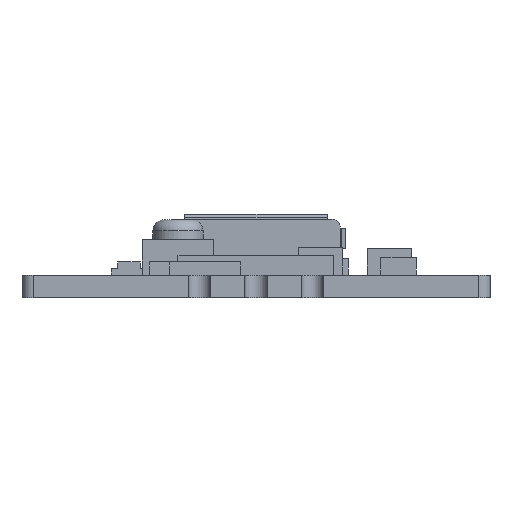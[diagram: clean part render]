
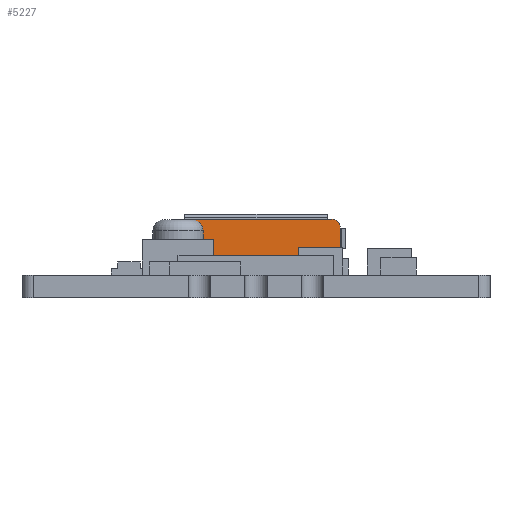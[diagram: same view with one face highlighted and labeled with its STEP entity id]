
A CAD part, front view. The second image highlights one B-rep face of the part: STEP entity #5227.
In plain terms, the highlighted face is planar.
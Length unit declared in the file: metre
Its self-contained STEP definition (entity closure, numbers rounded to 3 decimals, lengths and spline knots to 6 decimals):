
#170=CIRCLE('',#5748,0.0004);
#171=CIRCLE('',#5749,0.0004);
#172=CIRCLE('',#5750,0.0004);
#173=CIRCLE('',#5751,0.0004);
#174=CIRCLE('',#5752,0.0004);
#175=CIRCLE('',#5753,0.0004);
#828=ORIENTED_EDGE('',*,*,#2104,.F.);
#829=ORIENTED_EDGE('',*,*,#2105,.F.);
#830=ORIENTED_EDGE('',*,*,#2106,.F.);
#831=ORIENTED_EDGE('',*,*,#2107,.F.);
#832=ORIENTED_EDGE('',*,*,#2108,.F.);
#833=ORIENTED_EDGE('',*,*,#2109,.F.);
#834=ORIENTED_EDGE('',*,*,#2110,.F.);
#835=ORIENTED_EDGE('',*,*,#2111,.F.);
#836=ORIENTED_EDGE('',*,*,#2112,.F.);
#837=ORIENTED_EDGE('',*,*,#2113,.F.);
#838=ORIENTED_EDGE('',*,*,#2114,.F.);
#839=ORIENTED_EDGE('',*,*,#2115,.F.);
#2104=EDGE_CURVE('',#2764,#2765,#170,.T.);
#2105=EDGE_CURVE('',#2766,#2764,#3302,.T.);
#2106=EDGE_CURVE('',#2767,#2766,#171,.T.);
#2107=EDGE_CURVE('',#2768,#2767,#3303,.T.);
#2108=EDGE_CURVE('',#2769,#2768,#172,.T.);
#2109=EDGE_CURVE('',#2770,#2769,#3304,.T.);
#2110=EDGE_CURVE('',#2771,#2770,#173,.T.);
#2111=EDGE_CURVE('',#2772,#2771,#3305,.T.);
#2112=EDGE_CURVE('',#2773,#2772,#174,.T.);
#2113=EDGE_CURVE('',#2774,#2773,#3306,.T.);
#2114=EDGE_CURVE('',#2775,#2774,#175,.T.);
#2115=EDGE_CURVE('',#2765,#2775,#3307,.T.);
#2764=VERTEX_POINT('',#8156);
#2765=VERTEX_POINT('',#8157);
#2766=VERTEX_POINT('',#8159);
#2767=VERTEX_POINT('',#8161);
#2768=VERTEX_POINT('',#8163);
#2769=VERTEX_POINT('',#8165);
#2770=VERTEX_POINT('',#8167);
#2771=VERTEX_POINT('',#8169);
#2772=VERTEX_POINT('',#8171);
#2773=VERTEX_POINT('',#8173);
#2774=VERTEX_POINT('',#8175);
#2775=VERTEX_POINT('',#8177);
#3302=LINE('',#8158,#3784);
#3303=LINE('',#8162,#3785);
#3304=LINE('',#8166,#3786);
#3305=LINE('',#8170,#3787);
#3306=LINE('',#8174,#3788);
#3307=LINE('',#8178,#3789);
#3784=VECTOR('',#6573,1.);
#3785=VECTOR('',#6576,1.);
#3786=VECTOR('',#6579,1.);
#3787=VECTOR('',#6582,1.);
#3788=VECTOR('',#6585,1.);
#3789=VECTOR('',#6588,1.);
#4190=EDGE_LOOP('',(#828,#829,#830,#831,#832,#833,#834,#835,#836,#837,#838,
#839));
#4624=FACE_BOUND('',#4190,.T.);
#5042=PLANE('',#5747);
#5227=ADVANCED_FACE('',(#4624),#5042,.F.);
#5747=AXIS2_PLACEMENT_3D('',#8154,#6569,#6570);
#5748=AXIS2_PLACEMENT_3D('',#8155,#6571,#6572);
#5749=AXIS2_PLACEMENT_3D('',#8160,#6574,#6575);
#5750=AXIS2_PLACEMENT_3D('',#8164,#6577,#6578);
#5751=AXIS2_PLACEMENT_3D('',#8168,#6580,#6581);
#5752=AXIS2_PLACEMENT_3D('',#8172,#6583,#6584);
#5753=AXIS2_PLACEMENT_3D('',#8176,#6586,#6587);
#6569=DIRECTION('',(0.,0.,1.));
#6570=DIRECTION('',(1.,0.,0.));
#6571=DIRECTION('',(0.,0.,1.));
#6572=DIRECTION('',(1.,0.,0.));
#6573=DIRECTION('',(0.665,-0.747,0.));
#6574=DIRECTION('',(0.,0.,1.));
#6575=DIRECTION('',(1.,0.,0.));
#6576=DIRECTION('',(0.,-1.,0.));
#6577=DIRECTION('',(0.,0.,1.));
#6578=DIRECTION('',(-1.,0.,0.));
#6579=DIRECTION('',(-1.,0.,0.));
#6580=DIRECTION('',(0.,0.,1.));
#6581=DIRECTION('',(1.,0.,0.));
#6582=DIRECTION('',(0.,1.,0.));
#6583=DIRECTION('',(0.,0.,1.));
#6584=DIRECTION('',(-1.,0.,0.));
#6585=DIRECTION('',(0.665,0.747,0.));
#6586=DIRECTION('',(0.,0.,1.));
#6587=DIRECTION('',(-1.,0.,0.));
#6588=DIRECTION('',(1.,0.,0.));
#8154=CARTESIAN_POINT('',(-0.002596,-0.00086,-0.0025));
#8155=CARTESIAN_POINT('',(-0.002596,-0.00086,-0.0025));
#8156=CARTESIAN_POINT('',(-0.002894,-0.001126,-0.0025));
#8157=CARTESIAN_POINT('',(-0.002596,-0.00126,-0.0025));
#8158=CARTESIAN_POINT('',(-0.003689,-0.000234,-0.0025));
#8159=CARTESIAN_POINT('',(-0.003689,-0.000234,-0.0025));
#8160=CARTESIAN_POINT('',(-0.00339,0.000032,-0.0025));
#8161=CARTESIAN_POINT('',(-0.00379,0.000032,-0.0025));
#8162=CARTESIAN_POINT('',(-0.00379,0.00086,-0.0025));
#8163=CARTESIAN_POINT('',(-0.00379,0.00086,-0.0025));
#8164=CARTESIAN_POINT('',(-0.00339,0.00086,-0.0025));
#8165=CARTESIAN_POINT('',(-0.00339,0.00126,-0.0025));
#8166=CARTESIAN_POINT('',(-0.00339,0.00126,-0.0025));
#8167=CARTESIAN_POINT('',(0.00339,0.00126,-0.0025));
#8168=CARTESIAN_POINT('',(0.00339,0.00086,-0.0025));
#8169=CARTESIAN_POINT('',(0.00379,0.00086,-0.0025));
#8170=CARTESIAN_POINT('',(0.00379,0.00086,-0.0025));
#8171=CARTESIAN_POINT('',(0.00379,0.000032,-0.0025));
#8172=CARTESIAN_POINT('',(0.00339,0.000032,-0.0025));
#8173=CARTESIAN_POINT('',(0.003689,-0.000234,-0.0025));
#8174=CARTESIAN_POINT('',(0.003689,-0.000234,-0.0025));
#8175=CARTESIAN_POINT('',(0.002894,-0.001126,-0.0025));
#8176=CARTESIAN_POINT('',(0.002596,-0.00086,-0.0025));
#8177=CARTESIAN_POINT('',(0.002596,-0.00126,-0.0025));
#8178=CARTESIAN_POINT('',(-0.002596,-0.00126,-0.0025));
